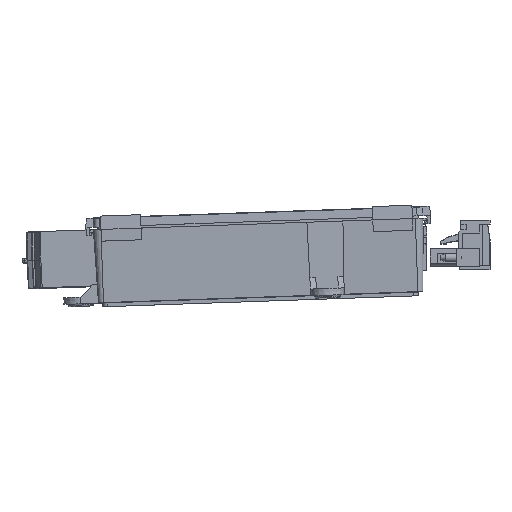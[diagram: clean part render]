
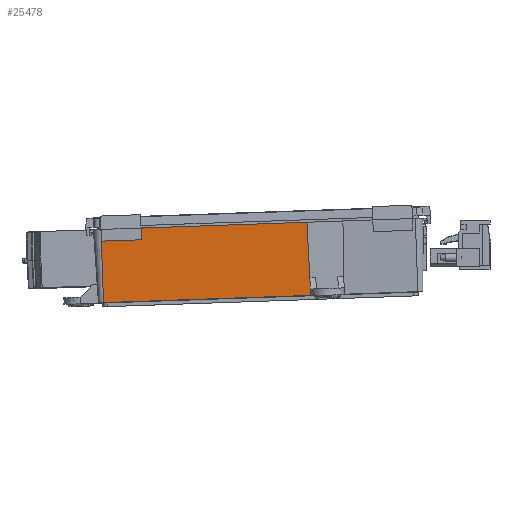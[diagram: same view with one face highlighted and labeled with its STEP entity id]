
A CAD part, left-side view. The second image highlights one B-rep face of the part: STEP entity #25478.
In plain terms, the highlighted planar face has unit normal (-0.999, -0.001, -0.035).
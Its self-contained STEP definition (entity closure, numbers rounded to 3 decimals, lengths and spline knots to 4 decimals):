
#21170=PLANE('',#118974);
#25478=ADVANCED_FACE('',(#31310),#21170,.T.);
#31310=FACE_OUTER_BOUND('',#36280,.T.);
#36280=EDGE_LOOP('',(#78754,#78755,#78756,#78757,#78758,#78759,#78760,#78761,
#78762,#78763,#78764,#78765));
#45615=LINE('',#182747,#55640);
#45616=LINE('',#182750,#55641);
#45617=LINE('',#182752,#55642);
#45618=LINE('',#182754,#55643);
#45619=LINE('',#182756,#55644);
#45620=LINE('',#182758,#55645);
#45621=LINE('',#182760,#55646);
#45622=LINE('',#182762,#55647);
#45623=LINE('',#182764,#55648);
#45624=LINE('',#182766,#55649);
#45625=LINE('',#182768,#55650);
#45626=LINE('',#182770,#55651);
#55640=VECTOR('',#143020,1.);
#55641=VECTOR('',#143021,1.);
#55642=VECTOR('',#143022,1.);
#55643=VECTOR('',#143023,1.);
#55644=VECTOR('',#143024,1.);
#55645=VECTOR('',#143025,1.);
#55646=VECTOR('',#143026,1.);
#55647=VECTOR('',#143027,1.);
#55648=VECTOR('',#143028,1.);
#55649=VECTOR('',#143029,1.);
#55650=VECTOR('',#143030,1.);
#55651=VECTOR('',#143031,1.);
#78754=ORIENTED_EDGE('',*,*,#106101,.T.);
#78755=ORIENTED_EDGE('',*,*,#106102,.T.);
#78756=ORIENTED_EDGE('',*,*,#106103,.F.);
#78757=ORIENTED_EDGE('',*,*,#106104,.T.);
#78758=ORIENTED_EDGE('',*,*,#106105,.F.);
#78759=ORIENTED_EDGE('',*,*,#106106,.T.);
#78760=ORIENTED_EDGE('',*,*,#106107,.F.);
#78761=ORIENTED_EDGE('',*,*,#106108,.F.);
#78762=ORIENTED_EDGE('',*,*,#106109,.F.);
#78763=ORIENTED_EDGE('',*,*,#106110,.T.);
#78764=ORIENTED_EDGE('',*,*,#106111,.F.);
#78765=ORIENTED_EDGE('',*,*,#106112,.T.);
#91859=VERTEX_POINT('',#182748);
#91860=VERTEX_POINT('',#182749);
#91861=VERTEX_POINT('',#182751);
#91862=VERTEX_POINT('',#182753);
#91863=VERTEX_POINT('',#182755);
#91864=VERTEX_POINT('',#182757);
#91865=VERTEX_POINT('',#182759);
#91866=VERTEX_POINT('',#182761);
#91867=VERTEX_POINT('',#182763);
#91868=VERTEX_POINT('',#182765);
#91869=VERTEX_POINT('',#182767);
#91870=VERTEX_POINT('',#182769);
#106101=EDGE_CURVE('',#91859,#91860,#45615,.T.);
#106102=EDGE_CURVE('',#91860,#91861,#45616,.T.);
#106103=EDGE_CURVE('',#91862,#91861,#45617,.T.);
#106104=EDGE_CURVE('',#91862,#91863,#45618,.T.);
#106105=EDGE_CURVE('',#91864,#91863,#45619,.T.);
#106106=EDGE_CURVE('',#91864,#91865,#45620,.T.);
#106107=EDGE_CURVE('',#91866,#91865,#45621,.T.);
#106108=EDGE_CURVE('',#91867,#91866,#45622,.T.);
#106109=EDGE_CURVE('',#91868,#91867,#45623,.T.);
#106110=EDGE_CURVE('',#91868,#91869,#45624,.T.);
#106111=EDGE_CURVE('',#91870,#91869,#45625,.T.);
#106112=EDGE_CURVE('',#91870,#91859,#45626,.T.);
#118974=AXIS2_PLACEMENT_3D('',#182771,#143032,#143033);
#143020=DIRECTION('',(0.035,0.,-0.999));
#143021=DIRECTION('',(0.,-1.,0.));
#143022=DIRECTION('',(0.035,-0.017,-0.999));
#143023=DIRECTION('',(-0.035,0.017,0.999));
#143024=DIRECTION('',(0.,-1.,0.));
#143025=DIRECTION('',(0.035,0.035,-0.999));
#143026=DIRECTION('',(0.,-1.,0.));
#143027=DIRECTION('',(0.035,-0.052,-0.998));
#143028=DIRECTION('',(0.,-1.,0.));
#143029=DIRECTION('',(0.035,0.052,-0.998));
#143030=DIRECTION('',(0.,-1.,0.));
#143031=DIRECTION('',(-0.035,0.035,0.999));
#143032=DIRECTION('',(-0.999,0.,-0.035));
#143033=DIRECTION('',(-0.035,0.,0.999));
#182747=CARTESIAN_POINT('',(0.,3.82,0.));
#182748=CARTESIAN_POINT('',(-0.0307,3.82,0.88));
#182749=CARTESIAN_POINT('',(-0.0002,3.82,0.0048));
#182750=CARTESIAN_POINT('',(-0.0002,0.,0.0048));
#182751=CARTESIAN_POINT('',(-0.0002,1.3411,0.0048));
#182752=CARTESIAN_POINT('',(0.0008,1.3406,-0.0234));
#182753=CARTESIAN_POINT('',(-0.0077,1.3448,0.22));
#182754=CARTESIAN_POINT('',(0.0008,1.3406,-0.0234));
#182755=CARTESIAN_POINT('',(-0.0307,1.3564,0.88));
#182756=CARTESIAN_POINT('',(-0.0307,2.1761,0.88));
#182757=CARTESIAN_POINT('',(-0.0307,3.34,0.88));
#182758=CARTESIAN_POINT('',(-0.0041,3.3666,0.1174));
#182759=CARTESIAN_POINT('',(-0.0258,3.3449,0.74));
#182760=CARTESIAN_POINT('',(-0.0258,0.,0.74));
#182761=CARTESIAN_POINT('',(-0.0258,3.4101,0.74));
#182762=CARTESIAN_POINT('',(0.0061,3.3621,-0.176));
#182763=CARTESIAN_POINT('',(-0.0307,3.4174,0.88));
#182764=CARTESIAN_POINT('',(-0.0307,2.1761,0.88));
#182765=CARTESIAN_POINT('',(-0.0307,3.7377,0.88));
#182766=CARTESIAN_POINT('',(-0.0069,3.7734,0.1975));
#182767=CARTESIAN_POINT('',(-0.0258,3.745,0.74));
#182768=CARTESIAN_POINT('',(-0.0258,0.,0.74));
#182769=CARTESIAN_POINT('',(-0.0258,3.8151,0.74));
#182770=CARTESIAN_POINT('',(0.0046,3.7847,-0.132));
#182771=CARTESIAN_POINT('',(0.,0.,0.));
